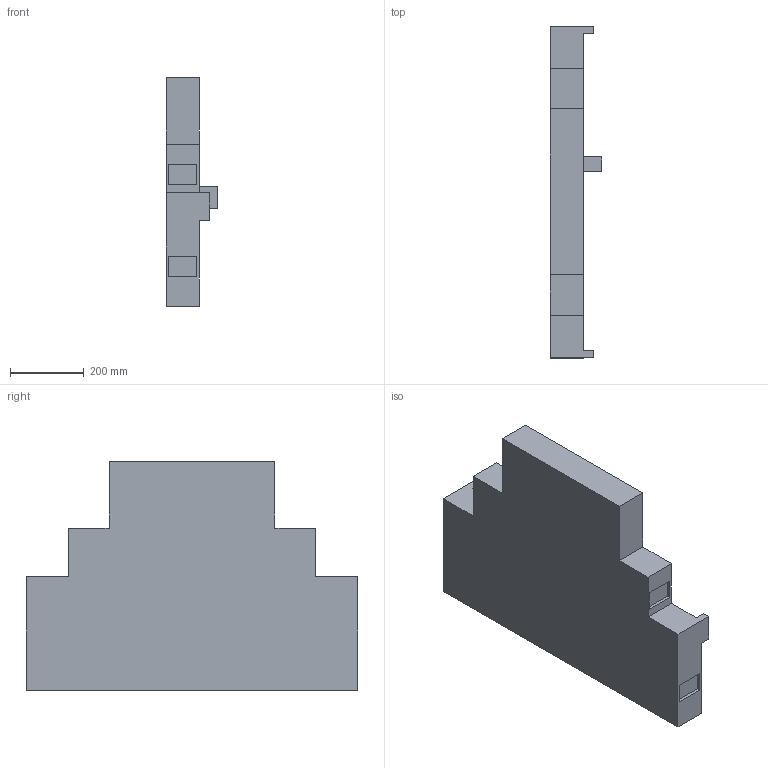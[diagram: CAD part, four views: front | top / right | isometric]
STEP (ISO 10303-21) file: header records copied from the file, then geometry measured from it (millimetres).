
FILE_DESCRIPTION((' '),'2;1');
FILE_NAME('KT7-PAF1-S10-M10_3D.stp','2012-04-03T16:45:56',(' '),(' '),' ','ACIS',' ');
FILE_SCHEMA(('CONFIG_CONTROL_DESIGN'));
Length unit declared in the file: millimetre
Products named in the file (1): KT7-PAF1-S10-M10_3D.stp
Bounding box: 140 x 900 x 620 mm (x, y, z)
Volume: 40230700 mm3; surface area: 1197890 mm2
Topology: 1 solids, 1 shells, 45 faces, 114 edges, 76 vertices
Faces by surface type: plane 30, bspline 15
Entity records: 1435 total; most frequent: CARTESIAN_POINT 281, ORIENTED_EDGE 228, DIRECTION 176, VECTOR 114, LINE 114, EDGE_CURVE 114, VERTEX_POINT 76, EDGE_LOOP 50
